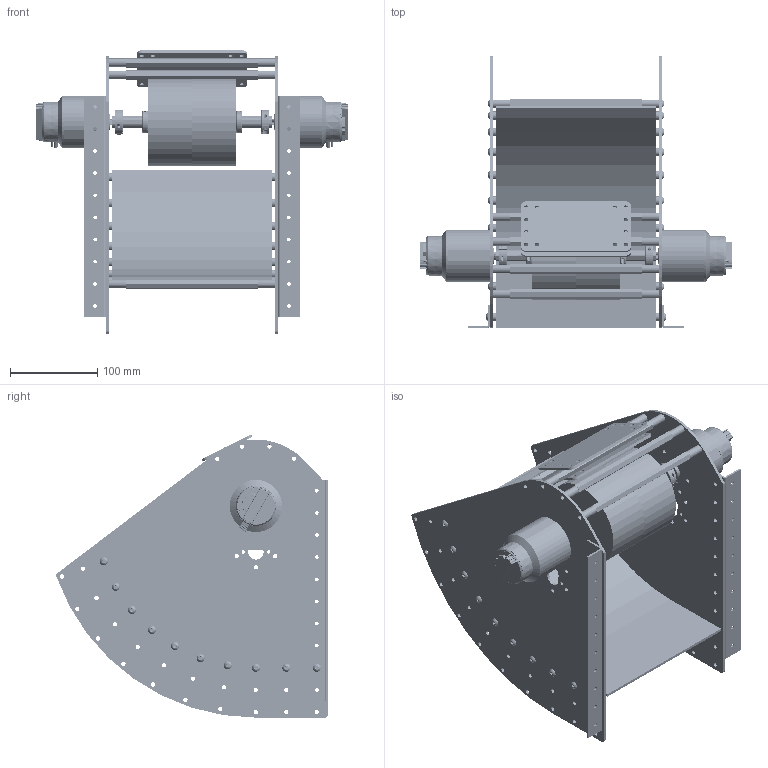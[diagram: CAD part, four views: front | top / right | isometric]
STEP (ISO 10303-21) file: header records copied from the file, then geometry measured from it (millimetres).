
FILE_DESCRIPTION (( 'STEP AP214' ), '1' );
FILE_NAME ('WCP-0281 Rev1 - GreyT Shooter (Falcon Direct).STEP', '2020-01-09T19:10:57', ( '' ), ( '' ), 'SwSTEP 2.0', 'SolidWorks 2018', '' );
FILE_SCHEMA (( 'AUTOMOTIVE_DESIGN' ));
Length unit declared in the file: inch
Products named in the file (15): WCP-0217 Rev1; WCP-0190-005 Rev1; WCP-0281-001 Rev1; WCP-0281-005 Rev1; WCP-0281-008 Rev1; 217-6515_Falcon_500_Default<As Machined>; 91780A094_ALUM FEM THRDED HEX STANDOFF (1)_91780A094; WCP-0281-004 Rev1; 217-4106_500_hex_collar_high_strength; WCP-0256 Rev1; 217-2737_500_hex_collar; WCP-0281-006 Rev1; WCP-0195-001 Rev1; WCP-0281 Rev1 - GreyT Shooter (Falcon Direct); WCP-0195 Rev1
Assembly tree (83 placements, depth 3):
  WCP-0281 Rev1 - GreyT Shooter (Falcon Direct)
    WCP-0281-001 Rev1  x2
    WCP-0217 Rev1  x30
    WCP-0281-005 Rev1  x2
    WCP-0281-006 Rev1
    WCP-0281-008 Rev1
    WCP-0195 Rev1  x2
      WCP-0190-005 Rev1
      WCP-0195-001 Rev1
    217-2737_500_hex_collar  x2
    217-4106_500_hex_collar_high_strength  x2
    WCP-0281-004 Rev1  x2
    91780A094_ALUM FEM THRDED HEX STANDOFF (1)_91780A094  x15
    WCP-0256 Rev1  x20
    217-6515_Falcon_500_Default<As Machined>  x2
Bounding box: 358.87 x 311.77 x 325.05 mm (x, y, z)
Volume: 2125710.5 mm3; surface area: 825552.4 mm2
Topology: 103 solids, 103 shells, 5075 faces, 13017 edges, 8236 vertices
Faces by surface type: cylinder 2651, plane 972, cone 634, bspline 518, sphere 224, torus 76
Entity records: 62727 total; most frequent: CARTESIAN_POINT 29155, ORIENTED_EDGE 6682, DIRECTION 6035, EDGE_CURVE 3341, AXIS2_PLACEMENT_3D 2376, VERTEX_POINT 2090, EDGE_LOOP 1605, FACE_OUTER_BOUND 1350
